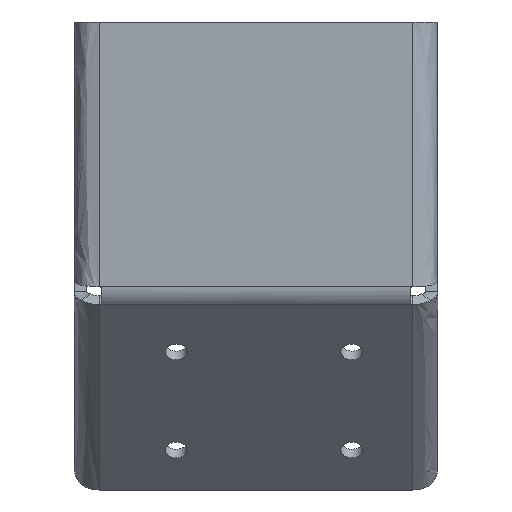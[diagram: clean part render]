
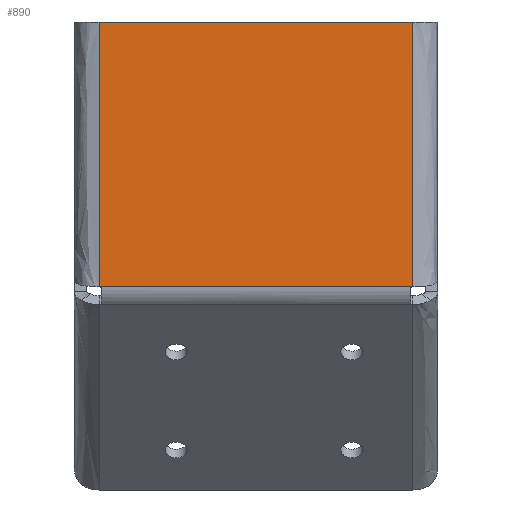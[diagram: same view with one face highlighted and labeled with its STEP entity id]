
A CAD part, top view. The second image highlights one B-rep face of the part: STEP entity #890.
In plain terms, the highlighted free-form (B-spline) face has degree [1, 1] with [2, 2] control points.
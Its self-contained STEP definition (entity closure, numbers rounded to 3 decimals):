
#34 = CARTESIAN_POINT ( 'NONE',  ( -538.422, 178.888, 5. ) ) ;
#47 = CARTESIAN_POINT ( 'NONE',  ( -411.776, 178.888, 5. ) ) ;
#56 = CARTESIAN_POINT ( 'NONE',  ( -538.467, 178.892, 5. ) ) ;
#89 = B_SPLINE_CURVE_WITH_KNOTS ( 'NONE', 1,
 ( #920, #1648 ),
 .UNSPECIFIED., .F., .F.,
 ( 2, 2 ),
 ( 0., 1. ),
 .UNSPECIFIED. ) ;
#197 = CARTESIAN_POINT ( 'NONE',  ( -411.754, 178.89, 5. ) ) ;
#219 = B_SPLINE_SURFACE_WITH_KNOTS ( 'NONE', 1, 1, ( 
 ( #2072, #2231 ),
 ( #961, #419 ) ),
 .UNSPECIFIED., .F., .F., .F.,
 ( 2, 2 ),
 ( 2, 2 ),
 ( 0., 1. ),
 ( 0., 1. ),
 .UNSPECIFIED. ) ;
#230 = CARTESIAN_POINT ( 'NONE',  ( -411.709, 285.943, 5. ) ) ;
#302 = ORIENTED_EDGE ( 'NONE', *, *, #1743, .T. ) ;
#337 = CARTESIAN_POINT ( 'NONE',  ( -411.776, 178.888, 5. ) ) ;
#390 = CARTESIAN_POINT ( 'NONE',  ( -411.776, 178.888, 5. ) ) ;
#419 = CARTESIAN_POINT ( 'NONE',  ( -411.709, 285.943, 5. ) ) ;
#431 = B_SPLINE_CURVE_WITH_KNOTS ( 'NONE', 1,
 ( #230, #950 ),
 .UNSPECIFIED., .F., .F.,
 ( 2, 2 ),
 ( 0., 1. ),
 .UNSPECIFIED. ) ;
#534 = EDGE_CURVE ( 'NONE', #834, #1618, #431, .T. ) ;
#606 = CARTESIAN_POINT ( 'NONE',  ( -411.709, 285.943, 5. ) ) ;
#834 = VERTEX_POINT ( 'NONE', #606 ) ;
#855 = EDGE_CURVE ( 'NONE', #1745, #1375, #1907, .T. ) ;
#858 = CARTESIAN_POINT ( 'NONE',  ( -538.49, 178.894, 5. ) ) ;
#890 = ADVANCED_FACE ( 'NONE', ( #1495 ), #219, .T. ) ;
#913 = CARTESIAN_POINT ( 'NONE',  ( -538.422, 178.888, 5. ) ) ;
#920 = CARTESIAN_POINT ( 'NONE',  ( -411.709, 178.894, 5. ) ) ;
#950 = CARTESIAN_POINT ( 'NONE',  ( -538.49, 285.943, 5. ) ) ;
#961 = CARTESIAN_POINT ( 'NONE',  ( -411.709, 178.888, 5. ) ) ;
#985 = B_SPLINE_CURVE_WITH_KNOTS ( 'NONE', 3,
 ( #2219, #56, #1659, #34 ),
 .UNSPECIFIED., .F., .F.,
 ( 4, 4 ),
 ( 0., 1. ),
 .UNSPECIFIED. ) ;
#988 = CARTESIAN_POINT ( 'NONE',  ( -538.49, 178.894, 5. ) ) ;
#1041 = EDGE_CURVE ( 'NONE', #1618, #1582, #1048, .T. ) ;
#1048 = B_SPLINE_CURVE_WITH_KNOTS ( 'NONE', 1,
 ( #2110, #858 ),
 .UNSPECIFIED., .F., .F.,
 ( 2, 2 ),
 ( 0., 1. ),
 .UNSPECIFIED. ) ;
#1103 = CARTESIAN_POINT ( 'NONE',  ( -411.731, 178.892, 5. ) ) ;
#1153 = EDGE_CURVE ( 'NONE', #1408, #834, #89, .T. ) ;
#1375 = VERTEX_POINT ( 'NONE', #337 ) ;
#1408 = VERTEX_POINT ( 'NONE', #1829 ) ;
#1488 = ORIENTED_EDGE ( 'NONE', *, *, #2137, .T. ) ;
#1495 = FACE_OUTER_BOUND ( 'NONE', #1656, .T. ) ;
#1582 = VERTEX_POINT ( 'NONE', #988 ) ;
#1618 = VERTEX_POINT ( 'NONE', #2268 ) ;
#1648 = CARTESIAN_POINT ( 'NONE',  ( -411.709, 285.943, 5. ) ) ;
#1656 = EDGE_LOOP ( 'NONE', ( #1967, #1488, #2100, #302, #1768, #2197 ) ) ;
#1659 = CARTESIAN_POINT ( 'NONE',  ( -538.445, 178.89, 5. ) ) ;
#1743 = EDGE_CURVE ( 'NONE', #1375, #1408, #1878, .T. ) ;
#1745 = VERTEX_POINT ( 'NONE', #913 ) ;
#1768 = ORIENTED_EDGE ( 'NONE', *, *, #1153, .T. ) ;
#1829 = CARTESIAN_POINT ( 'NONE',  ( -411.709, 178.894, 5. ) ) ;
#1878 = B_SPLINE_CURVE_WITH_KNOTS ( 'NONE', 3,
 ( #390, #197, #1103, #2349 ),
 .UNSPECIFIED., .F., .F.,
 ( 4, 4 ),
 ( 0., 1. ),
 .UNSPECIFIED. ) ;
#1907 = B_SPLINE_CURVE_WITH_KNOTS ( 'NONE', 1,
 ( #2085, #47 ),
 .UNSPECIFIED., .F., .F.,
 ( 2, 2 ),
 ( 0., 1. ),
 .UNSPECIFIED. ) ;
#1967 = ORIENTED_EDGE ( 'NONE', *, *, #1041, .T. ) ;
#2072 = CARTESIAN_POINT ( 'NONE',  ( -538.49, 178.888, 5. ) ) ;
#2085 = CARTESIAN_POINT ( 'NONE',  ( -538.422, 178.888, 5. ) ) ;
#2100 = ORIENTED_EDGE ( 'NONE', *, *, #855, .T. ) ;
#2110 = CARTESIAN_POINT ( 'NONE',  ( -538.49, 285.943, 5. ) ) ;
#2137 = EDGE_CURVE ( 'NONE', #1582, #1745, #985, .T. ) ;
#2197 = ORIENTED_EDGE ( 'NONE', *, *, #534, .T. ) ;
#2219 = CARTESIAN_POINT ( 'NONE',  ( -538.49, 178.894, 5. ) ) ;
#2231 = CARTESIAN_POINT ( 'NONE',  ( -538.49, 285.943, 5. ) ) ;
#2268 = CARTESIAN_POINT ( 'NONE',  ( -538.49, 285.943, 5. ) ) ;
#2349 = CARTESIAN_POINT ( 'NONE',  ( -411.709, 178.894, 5. ) ) ;
